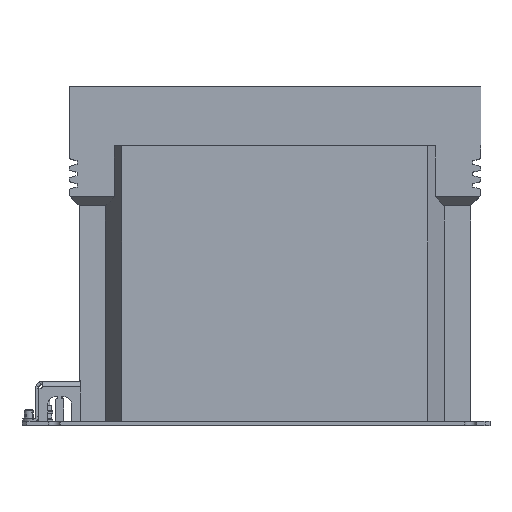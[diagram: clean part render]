
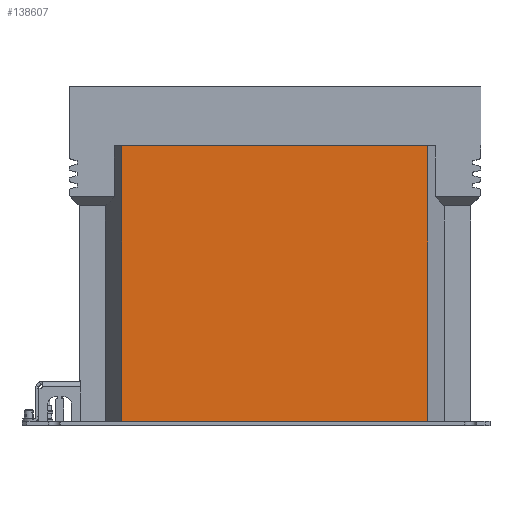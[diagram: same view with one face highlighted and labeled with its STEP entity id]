
A CAD part, top view. The second image highlights one B-rep face of the part: STEP entity #138607.
In plain terms, the highlighted face is planar.
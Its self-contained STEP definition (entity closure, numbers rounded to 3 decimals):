
#1076 = ORIENTED_EDGE ( 'NONE', *, *, #126871, .F. ) ;
#4240 = PLANE ( 'NONE',  #155763 ) ;
#8944 = CARTESIAN_POINT ( 'NONE',  ( -154.257, -89., 0. ) ) ;
#20989 = LINE ( 'NONE', #55725, #106392 ) ;
#24693 = ORIENTED_EDGE ( 'NONE', *, *, #131701, .F. ) ;
#30009 = DIRECTION ( 'NONE',  ( 0., 0., -1. ) ) ;
#38301 = CARTESIAN_POINT ( 'NONE',  ( 154.257, -89., 0. ) ) ;
#53716 = LINE ( 'NONE', #124781, #134189 ) ;
#55725 = CARTESIAN_POINT ( 'NONE',  ( -154.257, -89., 278. ) ) ;
#64915 = VERTEX_POINT ( 'NONE', #124842 ) ;
#68740 = VERTEX_POINT ( 'NONE', #38301 ) ;
#69448 = LINE ( 'NONE', #8944, #187593 ) ;
#84952 = DIRECTION ( 'NONE',  ( -1., 0., 0. ) ) ;
#85786 = LINE ( 'NONE', #178715, #181310 ) ;
#85971 = CARTESIAN_POINT ( 'NONE',  ( 154.257, -89., 278. ) ) ;
#88966 = DIRECTION ( 'NONE',  ( 1., 0., 0. ) ) ;
#106392 = VECTOR ( 'NONE', #151315, 1000. ) ;
#109843 = ORIENTED_EDGE ( 'NONE', *, *, #206907, .T. ) ;
#124781 = CARTESIAN_POINT ( 'NONE',  ( 154.257, -89., 278. ) ) ;
#124842 = CARTESIAN_POINT ( 'NONE',  ( -154.257, -89., 278. ) ) ;
#126871 = EDGE_CURVE ( 'NONE', #174596, #68740, #53716, .T. ) ;
#131701 = EDGE_CURVE ( 'NONE', #64915, #174596, #20989, .T. ) ;
#132777 = CARTESIAN_POINT ( 'NONE',  ( -154.257, -89., 278. ) ) ;
#134189 = VECTOR ( 'NONE', #30009, 1000. ) ;
#137600 = EDGE_CURVE ( 'NONE', #207956, #68740, #69448, .T. ) ;
#138607 = ADVANCED_FACE ( 'NONE', ( #200000 ), #4240, .F. ) ;
#150279 = CARTESIAN_POINT ( 'NONE',  ( -154.257, -89., 0. ) ) ;
#151315 = DIRECTION ( 'NONE',  ( 1., 0., 0. ) ) ;
#155763 = AXIS2_PLACEMENT_3D ( 'NONE', #132777, #181166, #84952 ) ;
#165724 = ORIENTED_EDGE ( 'NONE', *, *, #137600, .T. ) ;
#174596 = VERTEX_POINT ( 'NONE', #85971 ) ;
#178715 = CARTESIAN_POINT ( 'NONE',  ( -154.257, -89., 278. ) ) ;
#181166 = DIRECTION ( 'NONE',  ( 0., 1., 0. ) ) ;
#181310 = VECTOR ( 'NONE', #194894, 1000. ) ;
#185068 = EDGE_LOOP ( 'NONE', ( #165724, #1076, #24693, #109843 ) ) ;
#187593 = VECTOR ( 'NONE', #88966, 1000. ) ;
#194894 = DIRECTION ( 'NONE',  ( 0., 0., -1. ) ) ;
#200000 = FACE_OUTER_BOUND ( 'NONE', #185068, .T. ) ;
#206907 = EDGE_CURVE ( 'NONE', #64915, #207956, #85786, .T. ) ;
#207956 = VERTEX_POINT ( 'NONE', #150279 ) ;
